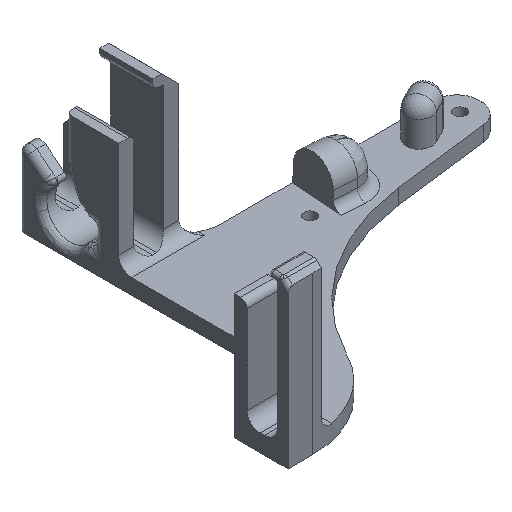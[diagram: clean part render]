
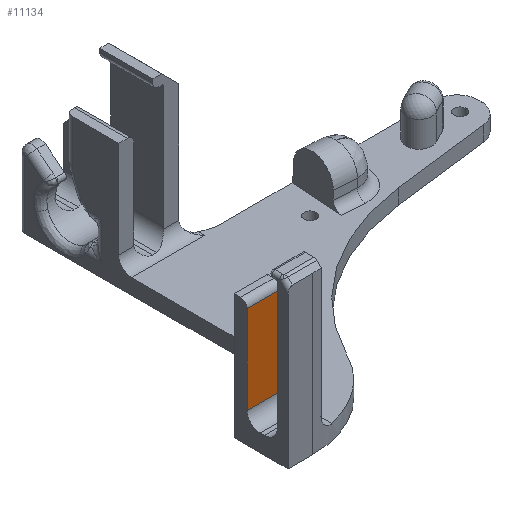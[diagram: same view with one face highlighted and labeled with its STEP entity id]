
A CAD part, isometric view. The second image highlights one B-rep face of the part: STEP entity #11134.
In plain terms, the highlighted planar face has unit normal (0, -1, 0).
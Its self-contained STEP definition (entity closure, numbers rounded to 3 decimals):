
#450 = PLANE('',#451);
#451 = AXIS2_PLACEMENT_3D('',#452,#453,#454);
#452 = CARTESIAN_POINT('',(-174.292,84.025,-15.));
#453 = DIRECTION('',(1.,0.,0.));
#454 = DIRECTION('',(0.,0.,1.));
#2576 = VERTEX_POINT('',#2577);
#2577 = CARTESIAN_POINT('',(-174.292,85.025,7.));
#2592 = CYLINDRICAL_SURFACE('',#2593,3.);
#2593 = AXIS2_PLACEMENT_3D('',#2594,#2595,#2596);
#2594 = CARTESIAN_POINT('',(-157.542,82.025,7.));
#2595 = DIRECTION('',(-1.,0.,0.));
#2596 = DIRECTION('',(0.,0.707,
    -0.707));
#2626 = EDGE_CURVE('',#2576,#2627,#2629,.T.);
#2627 = VERTEX_POINT('',#2628);
#2628 = CARTESIAN_POINT('',(-174.292,85.025,27.5));
#2629 = SURFACE_CURVE('',#2630,(#2634,#2641),.PCURVE_S1.);
#2630 = LINE('',#2631,#2632);
#2631 = CARTESIAN_POINT('',(-174.292,85.025,2.25));
#2632 = VECTOR('',#2633,1.);
#2633 = DIRECTION('',(0.,0.,1.));
#2634 = PCURVE('',#450,#2635);
#2635 = DEFINITIONAL_REPRESENTATION('',(#2636),#2640);
#2636 = LINE('',#2637,#2638);
#2637 = CARTESIAN_POINT('',(17.25,-1.));
#2638 = VECTOR('',#2639,1.);
#2639 = DIRECTION('',(1.,0.));
#2640 = ( GEOMETRIC_REPRESENTATION_CONTEXT(2) 
PARAMETRIC_REPRESENTATION_CONTEXT() REPRESENTATION_CONTEXT('2D SPACE',''
  ) );
#2641 = PCURVE('',#2642,#2647);
#2642 = PLANE('',#2643);
#2643 = AXIS2_PLACEMENT_3D('',#2644,#2645,#2646);
#2644 = CARTESIAN_POINT('',(-157.542,85.025,19.5));
#2645 = DIRECTION('',(0.,-1.,0.));
#2646 = DIRECTION('',(0.,0.,-1.));
#2647 = DEFINITIONAL_REPRESENTATION('',(#2648),#2652);
#2648 = LINE('',#2649,#2650);
#2649 = CARTESIAN_POINT('',(17.25,-16.75));
#2650 = VECTOR('',#2651,1.);
#2651 = DIRECTION('',(-1.,0.));
#2652 = ( GEOMETRIC_REPRESENTATION_CONTEXT(2) 
PARAMETRIC_REPRESENTATION_CONTEXT() REPRESENTATION_CONTEXT('2D SPACE',''
  ) );
#2675 = CYLINDRICAL_SURFACE('',#2676,1.5);
#2676 = AXIS2_PLACEMENT_3D('',#2677,#2678,#2679);
#2677 = CARTESIAN_POINT('',(-154.03,86.525,27.5));
#2678 = DIRECTION('',(-1.,0.,0.));
#2679 = DIRECTION('',(0.,-0.707,0.707
    ));
#9736 = PLANE('',#9737);
#9737 = AXIS2_PLACEMENT_3D('',#9738,#9739,#9740);
#9738 = CARTESIAN_POINT('',(-166.542,82.625,
    53.521));
#9739 = DIRECTION('',(1.,0.,0.));
#9740 = DIRECTION('',(0.,0.,-1.));
#11046 = EDGE_CURVE('',#11047,#2576,#11049,.T.);
#11047 = VERTEX_POINT('',#11048);
#11048 = CARTESIAN_POINT('',(-166.542,85.025,7.));
#11049 = SURFACE_CURVE('',#11050,(#11054,#11083),.PCURVE_S1.);
#11050 = LINE('',#11051,#11052);
#11051 = CARTESIAN_POINT('',(-157.542,85.025,7.));
#11052 = VECTOR('',#11053,1.);
#11053 = DIRECTION('',(-1.,0.,0.));
#11054 = PCURVE('',#2592,#11055);
#11055 = DEFINITIONAL_REPRESENTATION('',(#11056),#11082);
#11056 = B_SPLINE_CURVE_WITH_KNOTS('',3,(#11057,#11058,#11059,#11060,
    #11061,#11062,#11063,#11064,#11065,#11066,#11067,#11068,#11069,
    #11070,#11071,#11072,#11073,#11074,#11075,#11076,#11077,#11078,
    #11079,#11080,#11081),.UNSPECIFIED.,.F.,.F.,(4,1,1,1,1,1,1,1,1,1,1,1
    ,1,1,1,1,1,1,1,1,1,1,4),(9.,9.352,
    9.705,10.057,10.409,10.761,
    11.114,11.466,11.818,12.17,
    12.523,12.875,13.227,13.58,
    13.932,14.284,14.636,14.989,
    15.341,15.693,16.045,16.398,
    16.75),.QUASI_UNIFORM_KNOTS.);
#11057 = CARTESIAN_POINT('',(5.498,9.));
#11058 = CARTESIAN_POINT('',(5.498,9.117));
#11059 = CARTESIAN_POINT('',(5.498,9.352));
#11060 = CARTESIAN_POINT('',(5.498,9.705));
#11061 = CARTESIAN_POINT('',(5.498,10.057));
#11062 = CARTESIAN_POINT('',(5.498,10.409));
#11063 = CARTESIAN_POINT('',(5.498,10.761));
#11064 = CARTESIAN_POINT('',(5.498,11.114));
#11065 = CARTESIAN_POINT('',(5.498,11.466));
#11066 = CARTESIAN_POINT('',(5.498,11.818));
#11067 = CARTESIAN_POINT('',(5.498,12.17));
#11068 = CARTESIAN_POINT('',(5.498,12.523));
#11069 = CARTESIAN_POINT('',(5.498,12.875));
#11070 = CARTESIAN_POINT('',(5.498,13.227));
#11071 = CARTESIAN_POINT('',(5.498,13.58));
#11072 = CARTESIAN_POINT('',(5.498,13.932));
#11073 = CARTESIAN_POINT('',(5.498,14.284));
#11074 = CARTESIAN_POINT('',(5.498,14.636));
#11075 = CARTESIAN_POINT('',(5.498,14.989));
#11076 = CARTESIAN_POINT('',(5.498,15.341));
#11077 = CARTESIAN_POINT('',(5.498,15.693));
#11078 = CARTESIAN_POINT('',(5.498,16.045));
#11079 = CARTESIAN_POINT('',(5.498,16.398));
#11080 = CARTESIAN_POINT('',(5.498,16.633));
#11081 = CARTESIAN_POINT('',(5.498,16.75));
#11082 = ( GEOMETRIC_REPRESENTATION_CONTEXT(2) 
PARAMETRIC_REPRESENTATION_CONTEXT() REPRESENTATION_CONTEXT('2D SPACE',''
  ) );
#11083 = PCURVE('',#2642,#11084);
#11084 = DEFINITIONAL_REPRESENTATION('',(#11085),#11089);
#11085 = LINE('',#11086,#11087);
#11086 = CARTESIAN_POINT('',(12.5,0.));
#11087 = VECTOR('',#11088,1.);
#11088 = DIRECTION('',(0.,-1.));
#11089 = ( GEOMETRIC_REPRESENTATION_CONTEXT(2) 
PARAMETRIC_REPRESENTATION_CONTEXT() REPRESENTATION_CONTEXT('2D SPACE',''
  ) );
#11134 = ADVANCED_FACE('',(#11135),#2642,.T.);
#11135 = FACE_BOUND('',#11136,.T.);
#11136 = EDGE_LOOP('',(#11137,#11138,#11161,#11204));
#11137 = ORIENTED_EDGE('',*,*,#11046,.F.);
#11138 = ORIENTED_EDGE('',*,*,#11139,.T.);
#11139 = EDGE_CURVE('',#11047,#11140,#11142,.T.);
#11140 = VERTEX_POINT('',#11141);
#11141 = CARTESIAN_POINT('',(-166.542,85.025,27.5));
#11142 = SURFACE_CURVE('',#11143,(#11147,#11154),.PCURVE_S1.);
#11143 = LINE('',#11144,#11145);
#11144 = CARTESIAN_POINT('',(-166.542,85.025,36.511));
#11145 = VECTOR('',#11146,1.);
#11146 = DIRECTION('',(0.,0.,1.));
#11147 = PCURVE('',#2642,#11148);
#11148 = DEFINITIONAL_REPRESENTATION('',(#11149),#11153);
#11149 = LINE('',#11150,#11151);
#11150 = CARTESIAN_POINT('',(-17.011,-9.));
#11151 = VECTOR('',#11152,1.);
#11152 = DIRECTION('',(-1.,0.));
#11153 = ( GEOMETRIC_REPRESENTATION_CONTEXT(2) 
PARAMETRIC_REPRESENTATION_CONTEXT() REPRESENTATION_CONTEXT('2D SPACE',''
  ) );
#11154 = PCURVE('',#9736,#11155);
#11155 = DEFINITIONAL_REPRESENTATION('',(#11156),#11160);
#11156 = LINE('',#11157,#11158);
#11157 = CARTESIAN_POINT('',(17.011,2.4));
#11158 = VECTOR('',#11159,1.);
#11159 = DIRECTION('',(-1.,0.));
#11160 = ( GEOMETRIC_REPRESENTATION_CONTEXT(2) 
PARAMETRIC_REPRESENTATION_CONTEXT() REPRESENTATION_CONTEXT('2D SPACE',''
  ) );
#11161 = ORIENTED_EDGE('',*,*,#11162,.F.);
#11162 = EDGE_CURVE('',#2627,#11140,#11163,.T.);
#11163 = SURFACE_CURVE('',#11164,(#11168,#11175),.PCURVE_S1.);
#11164 = LINE('',#11165,#11166);
#11165 = CARTESIAN_POINT('',(-154.03,85.025,27.5));
#11166 = VECTOR('',#11167,1.);
#11167 = DIRECTION('',(1.,0.,0.));
#11168 = PCURVE('',#2642,#11169);
#11169 = DEFINITIONAL_REPRESENTATION('',(#11170),#11174);
#11170 = LINE('',#11171,#11172);
#11171 = CARTESIAN_POINT('',(-8.,3.513));
#11172 = VECTOR('',#11173,1.);
#11173 = DIRECTION('',(0.,1.));
#11174 = ( GEOMETRIC_REPRESENTATION_CONTEXT(2) 
PARAMETRIC_REPRESENTATION_CONTEXT() REPRESENTATION_CONTEXT('2D SPACE',''
  ) );
#11175 = PCURVE('',#2675,#11176);
#11176 = DEFINITIONAL_REPRESENTATION('',(#11177),#11203);
#11177 = B_SPLINE_CURVE_WITH_KNOTS('',3,(#11178,#11179,#11180,#11181,
    #11182,#11183,#11184,#11185,#11186,#11187,#11188,#11189,#11190,
    #11191,#11192,#11193,#11194,#11195,#11196,#11197,#11198,#11199,
    #11200,#11201,#11202),.UNSPECIFIED.,.F.,.F.,(4,1,1,1,1,1,1,1,1,1,1,1
    ,1,1,1,1,1,1,1,1,1,1,4),(-20.263,-19.91,-19.558,
    -19.206,-18.853,-18.501,-18.149,
    -17.797,-17.444,-17.092,-16.74,
    -16.388,-16.035,-15.683,-15.331,
    -14.978,-14.626,-14.274,-13.922,
    -13.569,-13.217,-12.865,-12.513),
  .QUASI_UNIFORM_KNOTS.);
#11178 = CARTESIAN_POINT('',(-0.785,20.263));
#11179 = CARTESIAN_POINT('',(-0.785,20.145));
#11180 = CARTESIAN_POINT('',(-0.785,19.91));
#11181 = CARTESIAN_POINT('',(-0.785,19.558));
#11182 = CARTESIAN_POINT('',(-0.785,19.206));
#11183 = CARTESIAN_POINT('',(-0.785,18.853));
#11184 = CARTESIAN_POINT('',(-0.785,18.501));
#11185 = CARTESIAN_POINT('',(-0.785,18.149));
#11186 = CARTESIAN_POINT('',(-0.785,17.797));
#11187 = CARTESIAN_POINT('',(-0.785,17.444));
#11188 = CARTESIAN_POINT('',(-0.785,17.092));
#11189 = CARTESIAN_POINT('',(-0.785,16.74));
#11190 = CARTESIAN_POINT('',(-0.785,16.388));
#11191 = CARTESIAN_POINT('',(-0.785,16.035));
#11192 = CARTESIAN_POINT('',(-0.785,15.683));
#11193 = CARTESIAN_POINT('',(-0.785,15.331));
#11194 = CARTESIAN_POINT('',(-0.785,14.978));
#11195 = CARTESIAN_POINT('',(-0.785,14.626));
#11196 = CARTESIAN_POINT('',(-0.785,14.274));
#11197 = CARTESIAN_POINT('',(-0.785,13.922));
#11198 = CARTESIAN_POINT('',(-0.785,13.569));
#11199 = CARTESIAN_POINT('',(-0.785,13.217));
#11200 = CARTESIAN_POINT('',(-0.785,12.865));
#11201 = CARTESIAN_POINT('',(-0.785,12.63));
#11202 = CARTESIAN_POINT('',(-0.785,12.513));
#11203 = ( GEOMETRIC_REPRESENTATION_CONTEXT(2) 
PARAMETRIC_REPRESENTATION_CONTEXT() REPRESENTATION_CONTEXT('2D SPACE',''
  ) );
#11204 = ORIENTED_EDGE('',*,*,#2626,.F.);
